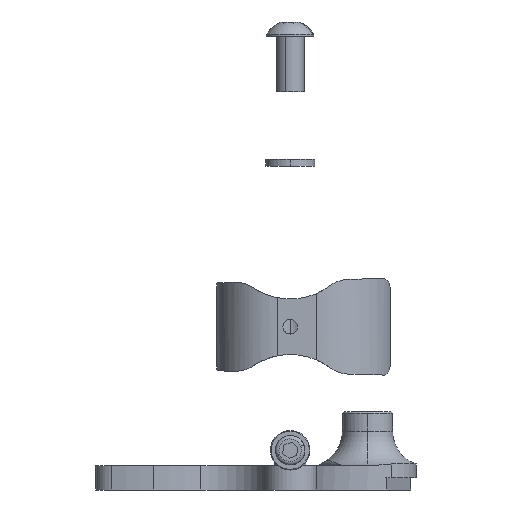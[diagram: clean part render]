
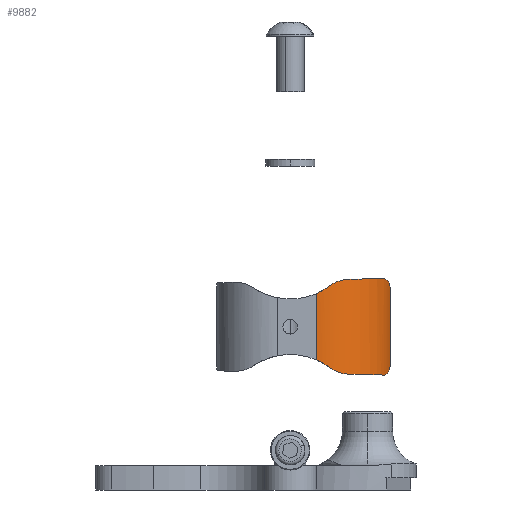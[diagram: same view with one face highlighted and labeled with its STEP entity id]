
A CAD part, left-side view. The second image highlights one B-rep face of the part: STEP entity #9882.
In plain terms, the highlighted cylindrical face has radius 22.225 mm (diameter 44.45 mm), a partial arc.
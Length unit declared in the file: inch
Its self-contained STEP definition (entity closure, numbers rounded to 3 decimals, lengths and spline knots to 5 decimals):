
#183 = B_SPLINE_CURVE_WITH_KNOTS ( 'NONE', 3,
 ( #8325, #3653, #540, #6015, #1319, #6807, #2122, #7591, #2906, #8354 ),
 .UNSPECIFIED., .F., .F.,
 ( 4, 2, 2, 2, 4 ),
 ( 0., 0.0014, 0.0028, 0.0042, 0.0056 ),
 .UNSPECIFIED. ) ;
#325 = CARTESIAN_POINT ( 'NONE',  ( 0.02732, -0.51533, -0.50582 ) ) ;
#336 = EDGE_CURVE ( 'NONE', #2244, #3957, #5764, .T. ) ;
#404 = VERTEX_POINT ( 'NONE', #5101 ) ;
#452 = LINE ( 'NONE', #8042, #6178 ) ;
#476 = EDGE_CURVE ( 'NONE', #3957, #1093, #183, .T. ) ;
#496 = CARTESIAN_POINT ( 'NONE',  ( 0.0164, -0.46443, 0.47575 ) ) ;
#540 = CARTESIAN_POINT ( 'NONE',  ( 0.49978, -1.08566, -0.5421 ) ) ;
#606 = ORIENTED_EDGE ( 'NONE', *, *, #4915, .T. ) ;
#634 = ORIENTED_EDGE ( 'NONE', *, *, #5487, .T. ) ;
#700 = CARTESIAN_POINT ( 'NONE',  ( 0.46727, -1.0692, -0.54829 ) ) ;
#948 = ORIENTED_EDGE ( 'NONE', *, *, #2424, .T. ) ;
#1093 = VERTEX_POINT ( 'NONE', #2444 ) ;
#1094 = CARTESIAN_POINT ( 'NONE',  ( 0.06408, -0.62618, -0.53706 ) ) ;
#1146 = CARTESIAN_POINT ( 'NONE',  ( 0.01354, -0.44832, -0.46374 ) ) ;
#1319 = CARTESIAN_POINT ( 'NONE',  ( 0.5472, -1.10643, -0.52208 ) ) ;
#1382 = CARTESIAN_POINT ( 'NONE',  ( 0.61542, -1.13071, 0.46522 ) ) ;
#1737 = CARTESIAN_POINT ( 'NONE',  ( 0.08114, -0.66297, -0.53799 ) ) ;
#1835 = VERTEX_POINT ( 'NONE', #7206 ) ;
#1854 = B_SPLINE_CURVE_WITH_KNOTS ( 'NONE', 3,
 ( #3132, #8585, #9381, #4713 ),
 .UNSPECIFIED., .F., .F.,
 ( 4, 4 ),
 ( 0., 0.00451 ),
 .UNSPECIFIED. ) ;
#1869 = DIRECTION ( 'NONE',  ( 0., 0., 1. ) ) ;
#1904 = B_SPLINE_CURVE_WITH_KNOTS ( 'NONE', 3,
 ( #9964, #4506, #1382, #6868, #2176, #7646, #2965, #8410, #3748, #9199 ),
 .UNSPECIFIED., .F., .F.,
 ( 4, 2, 2, 2, 4 ),
 ( 0., 0.0014, 0.0028, 0.0042, 0.0056 ),
 .UNSPECIFIED. ) ;
#2122 = CARTESIAN_POINT ( 'NONE',  ( 0.59011, -1.12243, -0.49139 ) ) ;
#2176 = CARTESIAN_POINT ( 'NONE',  ( 0.57655, -1.11768, 0.50264 ) ) ;
#2244 = VERTEX_POINT ( 'NONE', #1737 ) ;
#2363 = EDGE_CURVE ( 'NONE', #3956, #4526, #7045, .T. ) ;
#2424 = EDGE_CURVE ( 'NONE', #2751, #3956, #9385, .T. ) ;
#2444 = CARTESIAN_POINT ( 'NONE',  ( 0.63625, -1.1368, -0.4353 ) ) ;
#2609 = CARTESIAN_POINT ( 'NONE',  ( 0.16256, -0.83864, -0.54244 ) ) ;
#2743 = AXIS2_PLACEMENT_3D ( 'NONE', #4014, #3247, #7939 ) ;
#2751 = VERTEX_POINT ( 'NONE', #7240 ) ;
#2763 = CARTESIAN_POINT ( 'NONE',  ( 0., -0.34992, -0.39895 ) ) ;
#2835 = CARTESIAN_POINT ( 'NONE',  ( 0.01354, -0.44832, 0.46374 ) ) ;
#2867 = CARTESIAN_POINT ( 'NONE',  ( 0.46727, -1.0692, 0.54829 ) ) ;
#2880 = CYLINDRICAL_SURFACE ( 'NONE', #2743, 0.875 ) ;
#2906 = CARTESIAN_POINT ( 'NONE',  ( 0.62656, -1.13405, -0.45096 ) ) ;
#2965 = CARTESIAN_POINT ( 'NONE',  ( 0.532, -1.10016, 0.5299 ) ) ;
#3132 = CARTESIAN_POINT ( 'NONE',  ( 0.01354, -0.44832, 0.46374 ) ) ;
#3160 = VERTEX_POINT ( 'NONE', #4495 ) ;
#3247 = DIRECTION ( 'NONE',  ( 0., 0., 1. ) ) ;
#3609 = CARTESIAN_POINT ( 'NONE',  ( 0.06408, -0.62618, 0.53706 ) ) ;
#3653 = CARTESIAN_POINT ( 'NONE',  ( 0.48364, -1.07782, -0.54616 ) ) ;
#3671 = CARTESIAN_POINT ( 'NONE',  ( 0.08114, -0.66297, 0.53799 ) ) ;
#3748 = CARTESIAN_POINT ( 'NONE',  ( 0.48364, -1.07782, 0.54616 ) ) ;
#3956 = VERTEX_POINT ( 'NONE', #5388 ) ;
#3957 = VERTEX_POINT ( 'NONE', #700 ) ;
#4014 = CARTESIAN_POINT ( 'NONE',  ( 0.875, -0.295, 0. ) ) ;
#4183 = CARTESIAN_POINT ( 'NONE',  ( 0.46727, -1.0692, -0.54829 ) ) ;
#4228 = CARTESIAN_POINT ( 'NONE',  ( 0.01354, -0.44832, -0.46374 ) ) ;
#4344 = CARTESIAN_POINT ( 'NONE',  ( 0.01354, -0.44832, -0.46374 ) ) ;
#4411 = CARTESIAN_POINT ( 'NONE',  ( 0.03304, -0.53394, 0.51213 ) ) ;
#4495 = CARTESIAN_POINT ( 'NONE',  ( 0.63625, -1.1368, 0.4353 ) ) ;
#4506 = CARTESIAN_POINT ( 'NONE',  ( 0.62656, -1.13405, 0.45096 ) ) ;
#4526 = VERTEX_POINT ( 'NONE', #2835 ) ;
#4713 = CARTESIAN_POINT ( 'NONE',  ( 0., -0.295, 0.37545 ) ) ;
#4915 = EDGE_CURVE ( 'NONE', #8308, #2244, #8552, .T. ) ;
#5101 = CARTESIAN_POINT ( 'NONE',  ( 0., -0.295, 0.37545 ) ) ;
#5185 = CARTESIAN_POINT ( 'NONE',  ( 0.01986, -0.4812, 0.48626 ) ) ;
#5388 = CARTESIAN_POINT ( 'NONE',  ( 0.08114, -0.66297, 0.53799 ) ) ;
#5487 = EDGE_CURVE ( 'NONE', #1835, #8308, #9530, .T. ) ;
#5764 =( BOUNDED_CURVE ( )  B_SPLINE_CURVE ( 3, ( #8843, #2609, #7291, #4183 ),
 .UNSPECIFIED., .F., .F. ) 
 B_SPLINE_CURVE_WITH_KNOTS ( ( 4, 4 ),
 ( 2.00484, 2.65685 ),
 .UNSPECIFIED. ) 
 CURVE ( )  GEOMETRIC_REPRESENTATION_ITEM ( )  RATIONAL_B_SPLINE_CURVE ( ( 1., 0.965, 0.965, 1. ) ) 
 REPRESENTATION_ITEM ( '' )  );
#5791 = CARTESIAN_POINT ( 'NONE',  ( 0.05001, -0.58911, -0.5308 ) ) ;
#5908 = CARTESIAN_POINT ( 'NONE',  ( 0.05005, -0.58922, 0.53082 ) ) ;
#5934 = ORIENTED_EDGE ( 'NONE', *, *, #6668, .T. ) ;
#5964 = CARTESIAN_POINT ( 'NONE',  ( 0.01354, -0.44832, 0.46374 ) ) ;
#5997 = CARTESIAN_POINT ( 'NONE',  ( 0.29596, -0.97897, 0.546 ) ) ;
#6015 = CARTESIAN_POINT ( 'NONE',  ( 0.53149, -1.09994, -0.53012 ) ) ;
#6142 = ORIENTED_EDGE ( 'NONE', *, *, #2363, .T. ) ;
#6178 = VECTOR ( 'NONE', #8820, 39.37008 ) ;
#6222 = EDGE_CURVE ( 'NONE', #4526, #404, #1854, .T. ) ;
#6581 = CARTESIAN_POINT ( 'NONE',  ( 0.08114, -0.66297, -0.53799 ) ) ;
#6660 = CARTESIAN_POINT ( 'NONE',  ( 0., -0.295, -0.37545 ) ) ;
#6668 = EDGE_CURVE ( 'NONE', #3160, #2751, #1904, .T. ) ;
#6807 = CARTESIAN_POINT ( 'NONE',  ( 0.57641, -1.11763, -0.50274 ) ) ;
#6842 = ORIENTED_EDGE ( 'NONE', *, *, #336, .T. ) ;
#6868 = CARTESIAN_POINT ( 'NONE',  ( 0.5905, -1.12256, 0.49102 ) ) ;
#7045 = B_SPLINE_CURVE_WITH_KNOTS ( 'NONE', 3,
 ( #9068, #3609, #5908, #4411, #9870, #5185, #496, #5964 ),
 .UNSPECIFIED., .F., .F.,
 ( 4, 2, 2, 4 ),
 ( 0., 0.00305, 0.00457, 0.0061 ),
 .UNSPECIFIED. ) ;
#7055 = ORIENTED_EDGE ( 'NONE', *, *, #6222, .T. ) ;
#7065 = LINE ( 'NONE', #7308, #9114 ) ;
#7206 = CARTESIAN_POINT ( 'NONE',  ( 0., -0.295, -0.37545 ) ) ;
#7240 = CARTESIAN_POINT ( 'NONE',  ( 0.46727, -1.0692, 0.54829 ) ) ;
#7291 = CARTESIAN_POINT ( 'NONE',  ( 0.29596, -0.97897, -0.546 ) ) ;
#7308 = CARTESIAN_POINT ( 'NONE',  ( 0.63625, -1.1368, 0. ) ) ;
#7591 = CARTESIAN_POINT ( 'NONE',  ( 0.61536, -1.1307, -0.46531 ) ) ;
#7646 = CARTESIAN_POINT ( 'NONE',  ( 0.54735, -1.10649, 0.522 ) ) ;
#7848 = ORIENTED_EDGE ( 'NONE', *, *, #8673, .T. ) ;
#7939 = DIRECTION ( 'NONE',  ( 1., 0., 0. ) ) ;
#8042 = CARTESIAN_POINT ( 'NONE',  ( 0., -0.295, 0. ) ) ;
#8308 = VERTEX_POINT ( 'NONE', #1146 ) ;
#8325 = CARTESIAN_POINT ( 'NONE',  ( 0.46727, -1.0692, -0.54829 ) ) ;
#8335 = CARTESIAN_POINT ( 'NONE',  ( 0.16256, -0.83864, 0.54244 ) ) ;
#8354 = CARTESIAN_POINT ( 'NONE',  ( 0.63625, -1.1368, -0.4353 ) ) ;
#8410 = CARTESIAN_POINT ( 'NONE',  ( 0.49989, -1.08571, 0.54208 ) ) ;
#8552 = B_SPLINE_CURVE_WITH_KNOTS ( 'NONE', 3,
 ( #4228, #9683, #325, #5791, #1094, #6581 ),
 .UNSPECIFIED., .F., .F.,
 ( 4, 2, 4 ),
 ( 0., 0.00305, 0.0061 ),
 .UNSPECIFIED. ) ;
#8585 = CARTESIAN_POINT ( 'NONE',  ( 0.00511, -0.40095, 0.42842 ) ) ;
#8673 = EDGE_CURVE ( 'NONE', #1093, #3160, #7065, .T. ) ;
#8740 = ORIENTED_EDGE ( 'NONE', *, *, #9128, .T. ) ;
#8820 = DIRECTION ( 'NONE',  ( 0., 0., -1. ) ) ;
#8843 = CARTESIAN_POINT ( 'NONE',  ( 0.08114, -0.66297, -0.53799 ) ) ;
#8998 = CARTESIAN_POINT ( 'NONE',  ( 0.00511, -0.40095, -0.42842 ) ) ;
#9068 = CARTESIAN_POINT ( 'NONE',  ( 0.08114, -0.66297, 0.53799 ) ) ;
#9114 = VECTOR ( 'NONE', #1869, 39.37008 ) ;
#9128 = EDGE_CURVE ( 'NONE', #404, #1835, #452, .T. ) ;
#9199 = CARTESIAN_POINT ( 'NONE',  ( 0.46727, -1.0692, 0.54829 ) ) ;
#9344 = FACE_OUTER_BOUND ( 'NONE', #9806, .T. ) ;
#9381 = CARTESIAN_POINT ( 'NONE',  ( 0., -0.34992, 0.39895 ) ) ;
#9385 =( BOUNDED_CURVE ( )  B_SPLINE_CURVE ( 3, ( #2867, #5997, #8335, #3671 ),
 .UNSPECIFIED., .F., .F. ) 
 B_SPLINE_CURVE_WITH_KNOTS ( ( 4, 4 ),
 ( 0.48474, 1.13676 ),
 .UNSPECIFIED. ) 
 CURVE ( )  GEOMETRIC_REPRESENTATION_ITEM ( )  RATIONAL_B_SPLINE_CURVE ( ( 1., 0.965, 0.965, 1. ) ) 
 REPRESENTATION_ITEM ( '' )  );
#9530 = B_SPLINE_CURVE_WITH_KNOTS ( 'NONE', 3,
 ( #6660, #2763, #8998, #4344 ),
 .UNSPECIFIED., .F., .F.,
 ( 4, 4 ),
 ( 0., 0.00451 ),
 .UNSPECIFIED. ) ;
#9683 = CARTESIAN_POINT ( 'NONE',  ( 0.01927, -0.48054, -0.48777 ) ) ;
#9792 = ORIENTED_EDGE ( 'NONE', *, *, #476, .T. ) ;
#9806 = EDGE_LOOP ( 'NONE', ( #9792, #7848, #5934, #948, #6142, #7055, #8740, #634, #606, #6842 ) ) ;
#9870 = CARTESIAN_POINT ( 'NONE',  ( 0.02816, -0.51593, 0.50444 ) ) ;
#9882 = ADVANCED_FACE ( 'NONE', ( #9344 ), #2880, .T. ) ;
#9964 = CARTESIAN_POINT ( 'NONE',  ( 0.63625, -1.1368, 0.4353 ) ) ;
